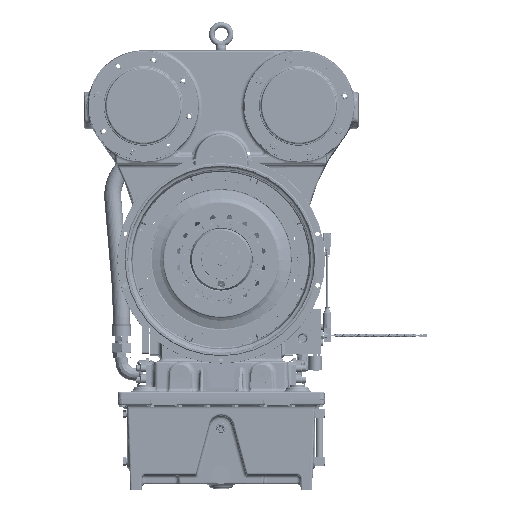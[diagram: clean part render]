
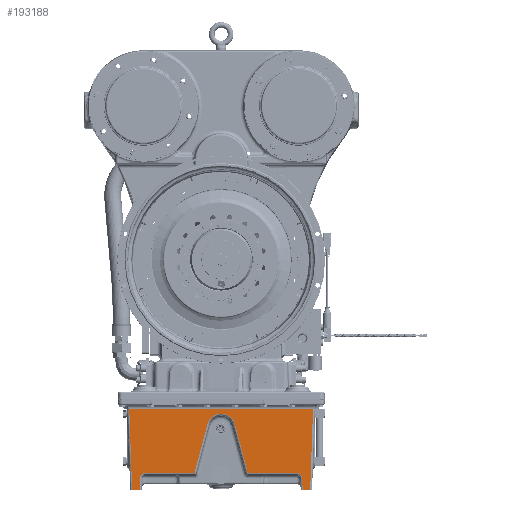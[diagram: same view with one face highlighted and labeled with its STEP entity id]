
A CAD part, top view. The second image highlights one B-rep face of the part: STEP entity #193188.
In plain terms, the highlighted planar face has unit normal (0, -0.035, 0.999).
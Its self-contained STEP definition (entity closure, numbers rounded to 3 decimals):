
#1386 = VERTEX_POINT ( 'NONE', #245045 ) ;
#6605 = CARTESIAN_POINT ( 'NONE',  ( 180., -611.2, 103.944 ) ) ;
#7389 = CARTESIAN_POINT ( 'NONE',  ( 180., -395.851, 111.465 ) ) ;
#9976 = EDGE_CURVE ( 'NONE', #1386, #65190, #46650, .T. ) ;
#17738 = VERTEX_POINT ( 'NONE', #133327 ) ;
#17972 = CARTESIAN_POINT ( 'NONE',  ( 180., -366.2, 112.5 ) ) ;
#19121 = EDGE_CURVE ( 'NONE', #225284, #210047, #53156, .T. ) ;
#19201 = EDGE_CURVE ( 'NONE', #32419, #155815, #57344, .T. ) ;
#23977 = CARTESIAN_POINT ( 'NONE',  ( -36.179, -436.507, 110.045 ) ) ;
#27046 = DIRECTION ( 'NONE',  ( -1., 0., 0. ) ) ;
#31630 = ORIENTED_EDGE ( 'NONE', *, *, #9976, .T. ) ;
#32419 = VERTEX_POINT ( 'NONE', #175281 ) ;
#35417 = DIRECTION ( 'NONE',  ( 1., 0., 0. ) ) ;
#39192 = EDGE_CURVE ( 'NONE', #125608, #272008, #155217, .T. ) ;
#44886 = VECTOR ( 'NONE', #178409, 1000. ) ;
#46650 = LINE ( 'NONE', #91825, #144021 ) ;
#50973 = CARTESIAN_POINT ( 'NONE',  ( -215.036, -572.311, 105.302 ) ) ;
#52230 = LINE ( 'NONE', #122109, #288181 ) ;
#52253 = CARTESIAN_POINT ( 'NONE',  ( -215.328, -580.677, 105.01 ) ) ;
#53006 = CARTESIAN_POINT ( 'NONE',  ( -200.343, -566.374, 105.51 ) ) ;
#53156 =( BOUNDED_CURVE ( )  B_SPLINE_CURVE ( 3, ( #174481, #263371, #110374, #175914 ),
 .UNSPECIFIED., .F., .F. ) 
 B_SPLINE_CURVE_WITH_KNOTS ( ( 4, 4 ),
 ( 4.974, 7.592 ),
 .UNSPECIFIED. ) 
 CURVE ( )  GEOMETRIC_REPRESENTATION_ITEM ( )  RATIONAL_B_SPLINE_CURVE ( ( 1., 0.506, 0.506, 1. ) ) 
 REPRESENTATION_ITEM ( '' )  );
#55451 = ORIENTED_EDGE ( 'NONE', *, *, #195720, .F. ) ;
#56291 = CARTESIAN_POINT ( 'NONE',  ( 200.343, -566.374, 105.51 ) ) ;
#57344 = LINE ( 'NONE', #83490, #159829 ) ;
#57861 = EDGE_CURVE ( 'NONE', #132299, #270643, #115647, .T. ) ;
#60650 =( BOUNDED_CURVE ( )  B_SPLINE_CURVE ( 3, ( #72816, #50973, #206853, #103319 ),
 .UNSPECIFIED., .F., .F. ) 
 B_SPLINE_CURVE_WITH_KNOTS ( ( 4, 4 ),
 ( 1.606, 3.142 ),
 .UNSPECIFIED. ) 
 CURVE ( )  GEOMETRIC_REPRESENTATION_ITEM ( )  RATIONAL_B_SPLINE_CURVE ( ( 1., 0.813, 0.813, 1. ) ) 
 REPRESENTATION_ITEM ( '' )  );
#61912 = CARTESIAN_POINT ( 'NONE',  ( -70.977, -566.374, 105.51 ) ) ;
#62301 = CARTESIAN_POINT ( 'NONE',  ( 70.934, -566.213, 105.515 ) ) ;
#63008 = VERTEX_POINT ( 'NONE', #227967 ) ;
#65190 = VERTEX_POINT ( 'NONE', #242095 ) ;
#68203 = EDGE_CURVE ( 'NONE', #173348, #63008, #52230, .T. ) ;
#68780 = DIRECTION ( 'NONE',  ( -1., 0., 0. ) ) ;
#70584 = CARTESIAN_POINT ( 'NONE',  ( -215.334, -580.851, 105.004 ) ) ;
#70767 = EDGE_CURVE ( 'NONE', #272008, #225284, #249826, .T. ) ;
#72816 = CARTESIAN_POINT ( 'NONE',  ( -215.334, -580.851, 105.004 ) ) ;
#80829 = LINE ( 'NONE', #165335, #268658 ) ;
#81367 = EDGE_CURVE ( 'NONE', #17738, #90098, #162936, .T. ) ;
#83490 = CARTESIAN_POINT ( 'NONE',  ( 180., -566.374, 105.51 ) ) ;
#87560 = VECTOR ( 'NONE', #27046, 1000. ) ;
#90098 = VERTEX_POINT ( 'NONE', #70584 ) ;
#91825 = CARTESIAN_POINT ( 'NONE',  ( -244.486, -381.005, 111.983 ) ) ;
#93805 = EDGE_CURVE ( 'NONE', #132299, #63008, #114560, .T. ) ;
#102849 = CARTESIAN_POINT ( 'NONE',  ( 215.036, -572.311, 105.302 ) ) ;
#103319 = CARTESIAN_POINT ( 'NONE',  ( -200.343, -566.374, 105.51 ) ) ;
#104577 = LINE ( 'NONE', #62301, #269603 ) ;
#104652 = ORIENTED_EDGE ( 'NONE', *, *, #19121, .T. ) ;
#105865 = DIRECTION ( 'NONE',  ( 1., 0., 0. ) ) ;
#108429 = ORIENTED_EDGE ( 'NONE', *, *, #39192, .T. ) ;
#110374 = CARTESIAN_POINT ( 'NONE',  ( 23.867, -390.56, 111.649 ) ) ;
#114236 = CARTESIAN_POINT ( 'NONE',  ( 244.924, -368.464, 112.421 ) ) ;
#114347 = DIRECTION ( 'NONE',  ( 0.259, 0.965, 0.034 ) ) ;
#114560 = LINE ( 'NONE', #6605, #87560 ) ;
#115272 = AXIS2_PLACEMENT_3D ( 'NONE', #17972, #128754, #134509 ) ;
#115647 = LINE ( 'NONE', #114236, #44886 ) ;
#119915 = ORIENTED_EDGE ( 'NONE', *, *, #271191, .T. ) ;
#120364 = CARTESIAN_POINT ( 'NONE',  ( 215.334, -580.851, 105.004 ) ) ;
#122109 = CARTESIAN_POINT ( 'NONE',  ( 216.562, -616.026, 103.776 ) ) ;
#125608 = VERTEX_POINT ( 'NONE', #53006 ) ;
#128125 = VECTOR ( 'NONE', #105865, 1000. ) ;
#128754 = DIRECTION ( 'NONE',  ( 0., -0.035, 0.999 ) ) ;
#132299 = VERTEX_POINT ( 'NONE', #183704 ) ;
#133327 = CARTESIAN_POINT ( 'NONE',  ( -216.394, -611.2, 103.944 ) ) ;
#134231 = ORIENTED_EDGE ( 'NONE', *, *, #81367, .T. ) ;
#134509 = DIRECTION ( 'NONE',  ( 0., -0.999, -0.035 ) ) ;
#141347 = ORIENTED_EDGE ( 'NONE', *, *, #168924, .T. ) ;
#141520 = CARTESIAN_POINT ( 'NONE',  ( 243.968, -395.851, 111.465 ) ) ;
#144021 = VECTOR ( 'NONE', #266701, 1000. ) ;
#147792 = FACE_OUTER_BOUND ( 'NONE', #288097, .T. ) ;
#148261 = DIRECTION ( 'NONE',  ( 0.259, -0.965, -0.034 ) ) ;
#151917 = ORIENTED_EDGE ( 'NONE', *, *, #275070, .T. ) ;
#151927 = CARTESIAN_POINT ( 'NONE',  ( 200.343, -566.374, 105.51 ) ) ;
#155217 = LINE ( 'NONE', #266019, #128125 ) ;
#155815 = VERTEX_POINT ( 'NONE', #151927 ) ;
#159829 = VECTOR ( 'NONE', #35417, 1000. ) ;
#162911 = DIRECTION ( 'NONE',  ( 0.035, -0.999, -0.035 ) ) ;
#162936 = LINE ( 'NONE', #52253, #267821 ) ;
#165335 = CARTESIAN_POINT ( 'NONE',  ( 180., -611.2, 103.944 ) ) ;
#168924 = EDGE_CURVE ( 'NONE', #155815, #173348, #274633, .T. ) ;
#173348 = VERTEX_POINT ( 'NONE', #189669 ) ;
#174481 = CARTESIAN_POINT ( 'NONE',  ( -36.222, -436.669, 110.039 ) ) ;
#175281 = CARTESIAN_POINT ( 'NONE',  ( 70.977, -566.374, 105.51 ) ) ;
#175914 = CARTESIAN_POINT ( 'NONE',  ( 36.222, -436.669, 110.039 ) ) ;
#178409 = DIRECTION ( 'NONE',  ( 0.035, 0.999, 0.035 ) ) ;
#183704 = CARTESIAN_POINT ( 'NONE',  ( 236.447, -611.2, 103.944 ) ) ;
#184884 = DIRECTION ( 'NONE',  ( 0.035, 0.999, 0.035 ) ) ;
#185277 = ORIENTED_EDGE ( 'NONE', *, *, #265945, .T. ) ;
#185283 = LINE ( 'NONE', #7389, #257710 ) ;
#189669 = CARTESIAN_POINT ( 'NONE',  ( 215.334, -580.851, 105.004 ) ) ;
#193188 = ADVANCED_FACE ( 'NONE', ( #147792 ), #216295, .T. ) ;
#195720 = EDGE_CURVE ( 'NONE', #17738, #65190, #80829, .T. ) ;
#201328 = ORIENTED_EDGE ( 'NONE', *, *, #57861, .T. ) ;
#206853 = CARTESIAN_POINT ( 'NONE',  ( -208.889, -566.374, 105.51 ) ) ;
#210047 = VERTEX_POINT ( 'NONE', #222905 ) ;
#216295 = PLANE ( 'NONE',  #115272 ) ;
#222905 = CARTESIAN_POINT ( 'NONE',  ( 36.222, -436.669, 110.039 ) ) ;
#225284 = VERTEX_POINT ( 'NONE', #283316 ) ;
#227967 = CARTESIAN_POINT ( 'NONE',  ( 216.394, -611.2, 103.944 ) ) ;
#228284 = ORIENTED_EDGE ( 'NONE', *, *, #19201, .T. ) ;
#229981 = ORIENTED_EDGE ( 'NONE', *, *, #70767, .T. ) ;
#242095 = CARTESIAN_POINT ( 'NONE',  ( -236.447, -611.2, 103.944 ) ) ;
#245045 = CARTESIAN_POINT ( 'NONE',  ( -243.968, -395.851, 111.465 ) ) ;
#249826 = LINE ( 'NONE', #23977, #267951 ) ;
#254287 = DIRECTION ( 'NONE',  ( -1., 0., 0. ) ) ;
#257288 = CARTESIAN_POINT ( 'NONE',  ( 208.889, -566.374, 105.51 ) ) ;
#257710 = VECTOR ( 'NONE', #68780, 1000. ) ;
#262957 = ORIENTED_EDGE ( 'NONE', *, *, #68203, .T. ) ;
#263371 = CARTESIAN_POINT ( 'NONE',  ( -23.867, -390.56, 111.649 ) ) ;
#265945 = EDGE_CURVE ( 'NONE', #270643, #1386, #185283, .T. ) ;
#266019 = CARTESIAN_POINT ( 'NONE',  ( 180., -566.374, 105.51 ) ) ;
#266701 = DIRECTION ( 'NONE',  ( 0.035, -0.999, -0.035 ) ) ;
#267821 = VECTOR ( 'NONE', #184884, 1000. ) ;
#267951 = VECTOR ( 'NONE', #114347, 1000. ) ;
#268658 = VECTOR ( 'NONE', #254287, 1000. ) ;
#269603 = VECTOR ( 'NONE', #148261, 1000. ) ;
#270643 = VERTEX_POINT ( 'NONE', #141520 ) ;
#271191 = EDGE_CURVE ( 'NONE', #210047, #32419, #104577, .T. ) ;
#272008 = VERTEX_POINT ( 'NONE', #61912 ) ;
#274633 =( BOUNDED_CURVE ( )  B_SPLINE_CURVE ( 3, ( #56291, #257288, #102849, #120364 ),
 .UNSPECIFIED., .F., .F. ) 
 B_SPLINE_CURVE_WITH_KNOTS ( ( 4, 4 ),
 ( 0., 1.536 ),
 .UNSPECIFIED. ) 
 CURVE ( )  GEOMETRIC_REPRESENTATION_ITEM ( )  RATIONAL_B_SPLINE_CURVE ( ( 1., 0.813, 0.813, 1. ) ) 
 REPRESENTATION_ITEM ( '' )  );
#275070 = EDGE_CURVE ( 'NONE', #90098, #125608, #60650, .T. ) ;
#283316 = CARTESIAN_POINT ( 'NONE',  ( -36.222, -436.669, 110.039 ) ) ;
#288097 = EDGE_LOOP ( 'NONE', ( #288614, #201328, #185277, #31630, #55451, #134231, #151917, #108429, #229981, #104652, #119915, #228284, #141347, #262957 ) ) ;
#288181 = VECTOR ( 'NONE', #162911, 1000. ) ;
#288614 = ORIENTED_EDGE ( 'NONE', *, *, #93805, .F. ) ;
